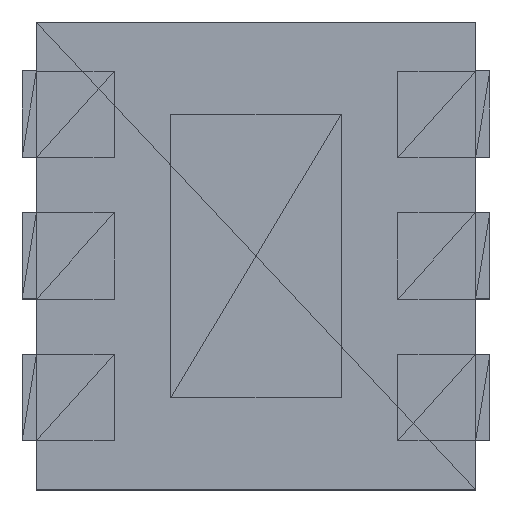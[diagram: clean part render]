
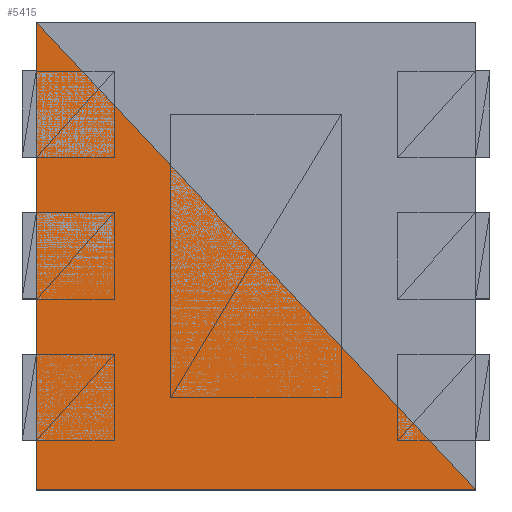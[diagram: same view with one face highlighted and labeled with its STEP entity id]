
A CAD part, top view. The second image highlights one B-rep face of the part: STEP entity #5415.
In plain terms, the highlighted face is planar.
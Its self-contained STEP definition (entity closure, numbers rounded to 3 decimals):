
#5085=CARTESIAN_POINT('',(0.774,-0.825,0.051));
#5084=VERTEX_POINT('',#5085);
#5163=CARTESIAN_POINT('',(-0.774,0.825,0.051));
#5162=VERTEX_POINT('',#5163);
#5194=CARTESIAN_POINT('',(-0.774,-0.825,0.051));
#5193=VERTEX_POINT('',#5194);
#5210=EDGE_CURVE('',#5193,#5162,#5215,.T.);
#5215=LINE('',#5194,#5217);
#5217=VECTOR('',#5218,1.65);
#5218=DIRECTION('',(0.0,1.0,0.0));
#5288=EDGE_CURVE('',#5084,#5193,#5293,.T.);
#5293=LINE('',#5085,#5295);
#5295=VECTOR('',#5296,1.548);
#5296=DIRECTION('',(-1.0,0.0,0.0));
#5405=EDGE_CURVE('',#5162,#5084,#5410,.T.);
#5410=LINE('',#5163,#5412);
#5412=VECTOR('',#5413,2.263);
#5413=DIRECTION('',(0.684,-0.729,0.0));
#5415=ADVANCED_FACE('',(#5421),#5416,.T.);
#5416=PLANE('',#5417);
#5417=AXIS2_PLACEMENT_3D('',#5418,#5419,#5420);
#5418=CARTESIAN_POINT('',(-0.774,-0.825,0.051));
#5419=DIRECTION('',(0.0,0.0,-1.0));
#5420=DIRECTION('',(0.,1.,0.));
#5421=FACE_OUTER_BOUND('',#5422,.T.);
#5422=EDGE_LOOP('',(#5423,#5433,#5443));
#5423=ORIENTED_EDGE('',*,*,#5210,.T.);
#5433=ORIENTED_EDGE('',*,*,#5405,.T.);
#5443=ORIENTED_EDGE('',*,*,#5288,.T.);
